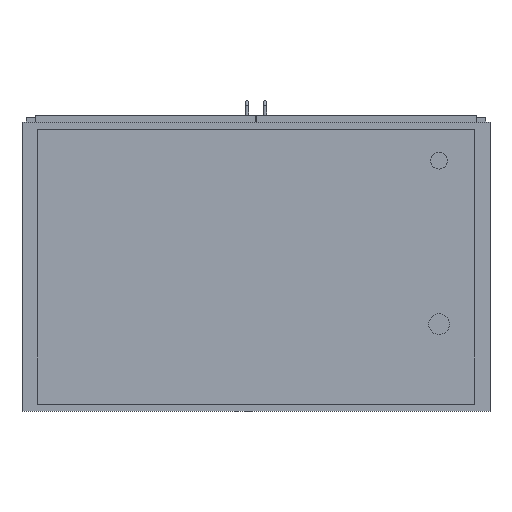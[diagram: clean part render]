
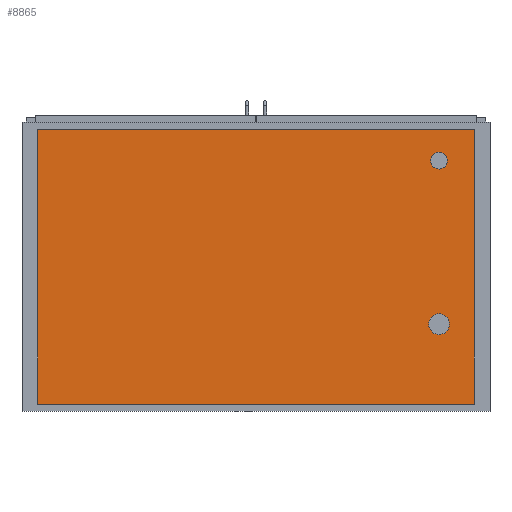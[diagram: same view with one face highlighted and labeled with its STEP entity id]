
A CAD part, front view. The second image highlights one B-rep face of the part: STEP entity #8865.
In plain terms, the highlighted planar face has unit normal (0, -1, 0).
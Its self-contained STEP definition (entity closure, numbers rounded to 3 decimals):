
#88=FACE_BOUND('',#947,.T.);
#89=FACE_BOUND('',#948,.T.);
#108=CIRCLE('',#9464,20.);
#110=CIRCLE('',#9468,25.);
#399=FACE_OUTER_BOUND('',#946,.T.);
#946=EDGE_LOOP('',(#5999,#6000,#6001,#6002));
#947=EDGE_LOOP('',(#6003));
#948=EDGE_LOOP('',(#6004));
#1548=LINE('',#12807,#2672);
#1550=LINE('',#12811,#2674);
#1552=LINE('',#12815,#2676);
#1554=LINE('',#12818,#2678);
#2672=VECTOR('',#10290,10.);
#2674=VECTOR('',#10294,10.);
#2676=VECTOR('',#10298,10.);
#2678=VECTOR('',#10302,10.);
#3750=VERTEX_POINT('',#12733);
#3752=VERTEX_POINT('',#12740);
#3773=VERTEX_POINT('',#12804);
#3774=VERTEX_POINT('',#12806);
#3775=VERTEX_POINT('',#12810);
#3776=VERTEX_POINT('',#12814);
#4607=EDGE_CURVE('',#3750,#3750,#108,.T.);
#4610=EDGE_CURVE('',#3752,#3752,#110,.T.);
#4640=EDGE_CURVE('',#3774,#3773,#1548,.T.);
#4642=EDGE_CURVE('',#3775,#3774,#1550,.T.);
#4644=EDGE_CURVE('',#3776,#3775,#1552,.T.);
#4646=EDGE_CURVE('',#3773,#3776,#1554,.T.);
#5999=ORIENTED_EDGE('',*,*,#4646,.T.);
#6000=ORIENTED_EDGE('',*,*,#4644,.T.);
#6001=ORIENTED_EDGE('',*,*,#4642,.T.);
#6002=ORIENTED_EDGE('',*,*,#4640,.T.);
#6003=ORIENTED_EDGE('',*,*,#4607,.T.);
#6004=ORIENTED_EDGE('',*,*,#4610,.T.);
#8398=PLANE('',#9485);
#8865=ADVANCED_FACE('',(#399,#88,#89),#8398,.T.);
#9464=AXIS2_PLACEMENT_3D('',#12735,#10224,#10225);
#9468=AXIS2_PLACEMENT_3D('',#12742,#10233,#10234);
#9485=AXIS2_PLACEMENT_3D('',#12819,#10303,#10304);
#10224=DIRECTION('center_axis',(0.,1.,0.));
#10225=DIRECTION('ref_axis',(1.,0.,0.));
#10233=DIRECTION('center_axis',(0.,1.,0.));
#10234=DIRECTION('ref_axis',(1.,0.,0.));
#10290=DIRECTION('',(0.,0.,1.));
#10294=DIRECTION('',(1.,0.,0.));
#10298=DIRECTION('',(0.,0.,-1.));
#10302=DIRECTION('',(-1.,0.,0.));
#10303=DIRECTION('center_axis',(0.,-1.,0.));
#10304=DIRECTION('ref_axis',(0.,0.,-1.));
#12733=CARTESIAN_POINT('',(420.,-370.,255.));
#12735=CARTESIAN_POINT('Origin',(440.,-370.,255.));
#12740=CARTESIAN_POINT('',(415.,-370.,-138.));
#12742=CARTESIAN_POINT('Origin',(440.,-370.,-138.));
#12804=CARTESIAN_POINT('',(525.,-370.,330.));
#12806=CARTESIAN_POINT('',(525.,-370.,-330.));
#12807=CARTESIAN_POINT('',(525.,-370.,330.));
#12810=CARTESIAN_POINT('',(-525.,-370.,-330.));
#12811=CARTESIAN_POINT('',(525.,-370.,-330.));
#12814=CARTESIAN_POINT('',(-525.,-370.,330.));
#12815=CARTESIAN_POINT('',(-525.,-370.,-330.));
#12818=CARTESIAN_POINT('',(-525.,-370.,330.));
#12819=CARTESIAN_POINT('Origin',(0.,-370.,0.));
